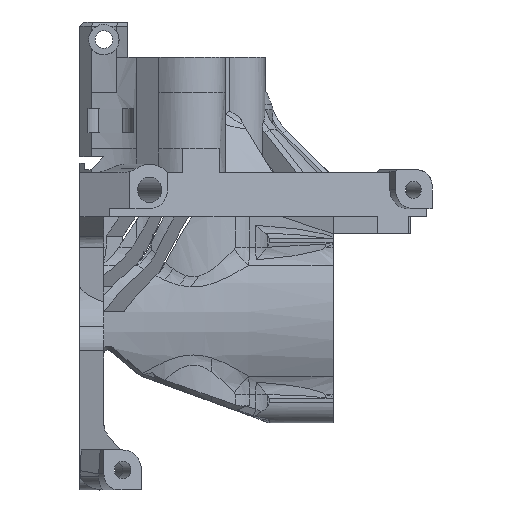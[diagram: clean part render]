
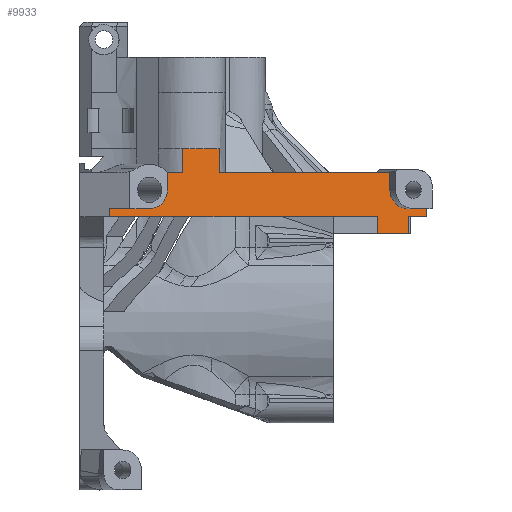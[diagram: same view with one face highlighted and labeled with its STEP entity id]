
A CAD part, left-side view. The second image highlights one B-rep face of the part: STEP entity #9933.
In plain terms, the highlighted planar face has unit normal (-0.94, -0.342, 0).
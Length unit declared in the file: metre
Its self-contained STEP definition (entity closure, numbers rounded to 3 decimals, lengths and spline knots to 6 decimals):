
#1190=CIRCLE('',#10555,0.00235);
#1191=CIRCLE('',#10556,0.00405);
#1192=CIRCLE('',#10557,0.0032);
#1193=CIRCLE('',#10558,0.00235);
#1606=ORIENTED_EDGE('',*,*,#4767,.F.);
#1607=ORIENTED_EDGE('',*,*,#4653,.T.);
#1608=ORIENTED_EDGE('',*,*,#4768,.F.);
#1609=ORIENTED_EDGE('',*,*,#4769,.F.);
#1610=ORIENTED_EDGE('',*,*,#4770,.F.);
#1611=ORIENTED_EDGE('',*,*,#4648,.T.);
#1612=ORIENTED_EDGE('',*,*,#4771,.F.);
#1613=ORIENTED_EDGE('',*,*,#4772,.F.);
#1614=ORIENTED_EDGE('',*,*,#4773,.F.);
#1615=ORIENTED_EDGE('',*,*,#4774,.T.);
#1616=ORIENTED_EDGE('',*,*,#4775,.F.);
#1617=ORIENTED_EDGE('',*,*,#4776,.T.);
#1618=ORIENTED_EDGE('',*,*,#4777,.F.);
#1619=ORIENTED_EDGE('',*,*,#4778,.T.);
#1620=ORIENTED_EDGE('',*,*,#4779,.T.);
#1621=ORIENTED_EDGE('',*,*,#4780,.T.);
#1622=ORIENTED_EDGE('',*,*,#4781,.F.);
#1623=ORIENTED_EDGE('',*,*,#4782,.F.);
#1624=ORIENTED_EDGE('',*,*,#4783,.T.);
#1625=ORIENTED_EDGE('',*,*,#4784,.F.);
#1626=ORIENTED_EDGE('',*,*,#4785,.F.);
#4648=EDGE_CURVE('',#6246,#6245,#7307,.T.);
#4653=EDGE_CURVE('',#6251,#6250,#7311,.T.);
#4767=EDGE_CURVE('',#6251,#6351,#7368,.T.);
#4768=EDGE_CURVE('',#6352,#6250,#7369,.T.);
#4769=EDGE_CURVE('',#6353,#6352,#7370,.T.);
#4770=EDGE_CURVE('',#6246,#6353,#7371,.T.);
#4771=EDGE_CURVE('',#6354,#6245,#7372,.T.);
#4772=EDGE_CURVE('',#6355,#6354,#7373,.T.);
#4773=EDGE_CURVE('',#6356,#6355,#1190,.T.);
#4774=EDGE_CURVE('',#6356,#6357,#7374,.T.);
#4775=EDGE_CURVE('',#6358,#6357,#7375,.T.);
#4776=EDGE_CURVE('',#6358,#6359,#7376,.T.);
#4777=EDGE_CURVE('',#6360,#6359,#7377,.T.);
#4778=EDGE_CURVE('',#6360,#6361,#7378,.T.);
#4779=EDGE_CURVE('',#6361,#6362,#7379,.T.);
#4780=EDGE_CURVE('',#6362,#6363,#7380,.T.);
#4781=EDGE_CURVE('',#6364,#6363,#1191,.T.);
#4782=EDGE_CURVE('',#6365,#6364,#1192,.T.);
#4783=EDGE_CURVE('',#6365,#6366,#7381,.T.);
#4784=EDGE_CURVE('',#6367,#6366,#1193,.T.);
#4785=EDGE_CURVE('',#6351,#6367,#7382,.T.);
#6245=VERTEX_POINT('',#13531);
#6246=VERTEX_POINT('',#13533);
#6250=VERTEX_POINT('',#13541);
#6251=VERTEX_POINT('',#13543);
#6351=VERTEX_POINT('',#13894);
#6352=VERTEX_POINT('',#13896);
#6353=VERTEX_POINT('',#13898);
#6354=VERTEX_POINT('',#13901);
#6355=VERTEX_POINT('',#13903);
#6356=VERTEX_POINT('',#13905);
#6357=VERTEX_POINT('',#13907);
#6358=VERTEX_POINT('',#13909);
#6359=VERTEX_POINT('',#13911);
#6360=VERTEX_POINT('',#13913);
#6361=VERTEX_POINT('',#13915);
#6362=VERTEX_POINT('',#13917);
#6363=VERTEX_POINT('',#13919);
#6364=VERTEX_POINT('',#13921);
#6365=VERTEX_POINT('',#13923);
#6366=VERTEX_POINT('',#13925);
#6367=VERTEX_POINT('',#13927);
#7307=LINE('',#13532,#7870);
#7311=LINE('',#13542,#7874);
#7368=LINE('',#13893,#7931);
#7369=LINE('',#13895,#7932);
#7370=LINE('',#13897,#7933);
#7371=LINE('',#13899,#7934);
#7372=LINE('',#13900,#7935);
#7373=LINE('',#13902,#7936);
#7374=LINE('',#13906,#7937);
#7375=LINE('',#13908,#7938);
#7376=LINE('',#13910,#7939);
#7377=LINE('',#13912,#7940);
#7378=LINE('',#13914,#7941);
#7379=LINE('',#13916,#7942);
#7380=LINE('',#13918,#7943);
#7381=LINE('',#13924,#7944);
#7382=LINE('',#13928,#7945);
#7870=VECTOR('',#11338,1.);
#7874=VECTOR('',#11344,1.);
#7931=VECTOR('',#11499,1.);
#7932=VECTOR('',#11500,1.);
#7933=VECTOR('',#11501,1.);
#7934=VECTOR('',#11502,1.);
#7935=VECTOR('',#11503,1.);
#7936=VECTOR('',#11504,1.);
#7937=VECTOR('',#11507,1.);
#7938=VECTOR('',#11508,1.);
#7939=VECTOR('',#11509,1.);
#7940=VECTOR('',#11510,1.);
#7941=VECTOR('',#11511,1.);
#7942=VECTOR('',#11512,1.);
#7943=VECTOR('',#11513,1.);
#7944=VECTOR('',#11518,1.);
#7945=VECTOR('',#11521,1.);
#8442=EDGE_LOOP('',(#1606,#1607,#1608,#1609,#1610,#1611,#1612,#1613,#1614,
#1615,#1616,#1617,#1618,#1619,#1620,#1621,#1622,#1623,#1624,#1625,#1626));
#9100=FACE_BOUND('',#8442,.T.);
#9738=PLANE('',#10554);
#9933=ADVANCED_FACE('',(#9100),#9738,.T.);
#10554=AXIS2_PLACEMENT_3D('',#13892,#11497,#11498);
#10555=AXIS2_PLACEMENT_3D('',#13904,#11505,#11506);
#10556=AXIS2_PLACEMENT_3D('',#13920,#11514,#11515);
#10557=AXIS2_PLACEMENT_3D('',#13922,#11516,#11517);
#10558=AXIS2_PLACEMENT_3D('',#13926,#11519,#11520);
#11338=DIRECTION('',(0.342,-0.94,0.));
#11344=DIRECTION('',(0.342,-0.94,0.));
#11497=DIRECTION('',(-0.94,-0.342,0.));
#11498=DIRECTION('',(0.342,-0.94,0.));
#11499=DIRECTION('',(0.,0.,1.));
#11500=DIRECTION('',(0.,0.,1.));
#11501=DIRECTION('',(-0.342,0.94,0.));
#11502=DIRECTION('',(0.,0.,-1.));
#11503=DIRECTION('',(0.,0.,-1.));
#11504=DIRECTION('',(0.342,-0.94,0.));
#11505=DIRECTION('',(-0.94,-0.342,0.));
#11506=DIRECTION('',(-0.342,0.94,0.));
#11507=DIRECTION('',(0.,0.,1.));
#11508=DIRECTION('',(0.242,-0.664,0.707));
#11509=DIRECTION('',(-0.342,0.94,0.));
#11510=DIRECTION('',(0.,0.,-1.));
#11511=DIRECTION('',(-0.342,0.94,0.));
#11512=DIRECTION('',(0.,0.,-1.));
#11513=DIRECTION('',(-0.342,0.94,0.));
#11514=DIRECTION('',(-0.94,-0.342,0.));
#11515=DIRECTION('',(0.342,-0.94,0.));
#11516=DIRECTION('',(-0.94,-0.342,0.));
#11517=DIRECTION('',(0.342,-0.94,0.));
#11518=DIRECTION('',(0.,0.,-1.));
#11519=DIRECTION('',(-0.94,-0.342,0.));
#11520=DIRECTION('',(-0.342,0.94,0.));
#11521=DIRECTION('',(0.342,-0.94,0.));
#13531=CARTESIAN_POINT('',(-0.015025,-0.02914,0.026));
#13532=CARTESIAN_POINT('',(-0.015832,-0.026922,0.026));
#13533=CARTESIAN_POINT('',(-0.015832,-0.026922,0.026));
#13541=CARTESIAN_POINT('',(-0.01725,-0.023026,0.026));
#13542=CARTESIAN_POINT('',(-0.015832,-0.026922,0.026));
#13543=CARTESIAN_POINT('',(-0.029424,0.010421,0.026));
#13892=CARTESIAN_POINT('',(-0.021865,-0.010346,0.011875));
#13893=CARTESIAN_POINT('',(-0.029424,0.010421,0.026));
#13894=CARTESIAN_POINT('',(-0.029424,0.010421,0.027025));
#13895=CARTESIAN_POINT('',(-0.01725,-0.023026,0.023875));
#13896=CARTESIAN_POINT('',(-0.01725,-0.023026,0.023875));
#13897=CARTESIAN_POINT('',(-0.01778,-0.02157,0.023875));
#13898=CARTESIAN_POINT('',(-0.015832,-0.026922,0.023875));
#13899=CARTESIAN_POINT('',(-0.015832,-0.026922,0.011875));
#13900=CARTESIAN_POINT('',(-0.015025,-0.02914,0.027025));
#13901=CARTESIAN_POINT('',(-0.015025,-0.02914,0.027025));
#13902=CARTESIAN_POINT('',(-0.01588,-0.026791,0.027025));
#13903=CARTESIAN_POINT('',(-0.01588,-0.026791,0.027025));
#13904=CARTESIAN_POINT('',(-0.01588,-0.026791,0.029375));
#13905=CARTESIAN_POINT('',(-0.016683,-0.024583,0.029375));
#13906=CARTESIAN_POINT('',(-0.016683,-0.024583,0.029375));
#13907=CARTESIAN_POINT('',(-0.016683,-0.024583,0.031625));
#13908=CARTESIAN_POINT('',(-0.022652,-0.008185,0.014175));
#13909=CARTESIAN_POINT('',(-0.016726,-0.024465,0.0315));
#13910=CARTESIAN_POINT('',(-0.016726,-0.024465,0.0315));
#13911=CARTESIAN_POINT('',(-0.024421,-0.003322,0.0315));
#13912=CARTESIAN_POINT('',(-0.024421,-0.003322,0.0345));
#13913=CARTESIAN_POINT('',(-0.024421,-0.003322,0.0345));
#13914=CARTESIAN_POINT('',(-0.021865,-0.010346,0.0345));
#13915=CARTESIAN_POINT('',(-0.026128,0.001367,0.0345));
#13916=CARTESIAN_POINT('',(-0.026128,0.001367,0.0345));
#13917=CARTESIAN_POINT('',(-0.026128,0.001367,0.0315));
#13918=CARTESIAN_POINT('',(-0.016726,-0.024465,0.0315));
#13919=CARTESIAN_POINT('',(-0.026551,0.002529,0.0315));
#13920=CARTESIAN_POINT('',(-0.026551,0.002529,0.03555));
#13921=CARTESIAN_POINT('',(-0.027277,0.004523,0.032101));
#13922=CARTESIAN_POINT('',(-0.02785,0.006098,0.029375));
#13923=CARTESIAN_POINT('',(-0.027047,0.00389,0.031547));
#13924=CARTESIAN_POINT('',(-0.027047,0.00389,0.031547));
#13925=CARTESIAN_POINT('',(-0.027047,0.00389,0.029375));
#13926=CARTESIAN_POINT('',(-0.02785,0.006098,0.029375));
#13927=CARTESIAN_POINT('',(-0.02785,0.006098,0.027025));
#13928=CARTESIAN_POINT('',(-0.029424,0.010421,0.027025));
